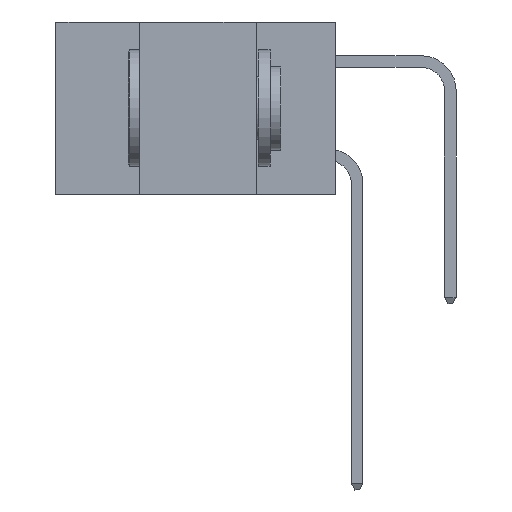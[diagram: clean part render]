
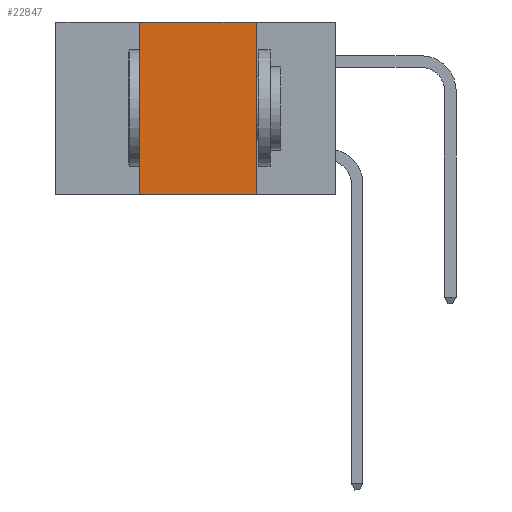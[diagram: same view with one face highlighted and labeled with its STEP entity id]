
A CAD part, left-side view. The second image highlights one B-rep face of the part: STEP entity #22847.
In plain terms, the highlighted planar face has unit normal (-1, 0, 0).
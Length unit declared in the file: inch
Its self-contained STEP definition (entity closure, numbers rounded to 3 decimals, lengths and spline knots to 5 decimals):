
#1141 = ORIENTED_EDGE ( 'NONE', *, *, #19901, .F. ) ;
#1625 = CARTESIAN_POINT ( 'NONE',  ( 0., 0.42, 0. ) ) ;
#4199 = EDGE_CURVE ( 'NONE', #23532, #4902, #5778, .T. ) ;
#4705 = CARTESIAN_POINT ( 'NONE',  ( 0., 0.17, 0. ) ) ;
#4902 = VERTEX_POINT ( 'NONE', #11984 ) ;
#4934 = VECTOR ( 'NONE', #20994, 39.37008 ) ;
#5202 = CARTESIAN_POINT ( 'NONE',  ( 0., 0.6, 0. ) ) ;
#5708 = DIRECTION ( 'NONE',  ( 0., -1., 0. ) ) ;
#5778 = LINE ( 'NONE', #4705, #25353 ) ;
#6418 = ORIENTED_EDGE ( 'NONE', *, *, #11577, .T. ) ;
#6781 = DIRECTION ( 'NONE',  ( 0., 0., -1. ) ) ;
#7147 = DIRECTION ( 'NONE',  ( 0., 0., 1. ) ) ;
#8740 = EDGE_CURVE ( 'NONE', #13573, #20162, #13694, .T. ) ;
#9320 = CARTESIAN_POINT ( 'NONE',  ( 0., 0.42, 0. ) ) ;
#9347 = AXIS2_PLACEMENT_3D ( 'NONE', #10072, #19906, #11986 ) ;
#9587 = CARTESIAN_POINT ( 'NONE',  ( 0., 0.42, -0.37 ) ) ;
#9928 = PLANE ( 'NONE',  #9347 ) ;
#10072 = CARTESIAN_POINT ( 'NONE',  ( 0., 0.6, 0. ) ) ;
#10226 = LINE ( 'NONE', #5202, #4934 ) ;
#11577 = EDGE_CURVE ( 'NONE', #13573, #4902, #23287, .T. ) ;
#11984 = CARTESIAN_POINT ( 'NONE',  ( 0., 0.17, -0.37 ) ) ;
#11986 = DIRECTION ( 'NONE',  ( 0., 0., -1. ) ) ;
#13082 = VECTOR ( 'NONE', #7147, 39.37008 ) ;
#13573 = VERTEX_POINT ( 'NONE', #9587 ) ;
#13694 = LINE ( 'NONE', #9320, #13082 ) ;
#14076 = FACE_OUTER_BOUND ( 'NONE', #15119, .T. ) ;
#15119 = EDGE_LOOP ( 'NONE', ( #16597, #1141, #16619, #6418 ) ) ;
#16597 = ORIENTED_EDGE ( 'NONE', *, *, #4199, .F. ) ;
#16619 = ORIENTED_EDGE ( 'NONE', *, *, #8740, .F. ) ;
#17539 = CARTESIAN_POINT ( 'NONE',  ( 0., 0.6, -0.37 ) ) ;
#18028 = VECTOR ( 'NONE', #5708, 39.37008 ) ;
#19901 = EDGE_CURVE ( 'NONE', #20162, #23532, #10226, .T. ) ;
#19906 = DIRECTION ( 'NONE',  ( 1., 0., 0. ) ) ;
#20048 = CARTESIAN_POINT ( 'NONE',  ( 0., 0.17, 0. ) ) ;
#20162 = VERTEX_POINT ( 'NONE', #1625 ) ;
#20994 = DIRECTION ( 'NONE',  ( 0., -1., 0. ) ) ;
#22847 = ADVANCED_FACE ( 'NONE', ( #14076 ), #9928, .F. ) ;
#23287 = LINE ( 'NONE', #17539, #18028 ) ;
#23532 = VERTEX_POINT ( 'NONE', #20048 ) ;
#25353 = VECTOR ( 'NONE', #6781, 39.37008 ) ;
